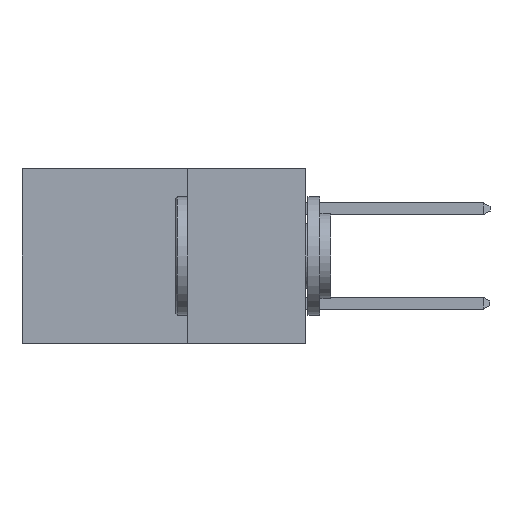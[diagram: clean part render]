
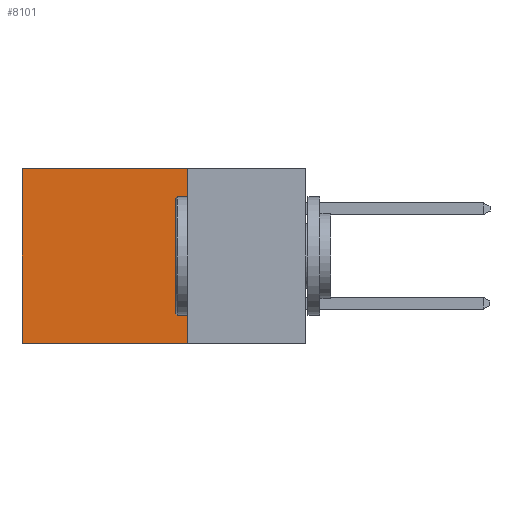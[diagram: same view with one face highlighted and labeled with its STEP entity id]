
A CAD part, left-side view. The second image highlights one B-rep face of the part: STEP entity #8101.
In plain terms, the highlighted planar face has unit normal (-1, 0, 0).
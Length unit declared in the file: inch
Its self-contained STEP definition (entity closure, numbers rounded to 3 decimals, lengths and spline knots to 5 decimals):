
#384 = CARTESIAN_POINT ( 'NONE',  ( 0.298, 0.25, -0.37 ) ) ;
#522 = CARTESIAN_POINT ( 'NONE',  ( 0.298, 0.25, -0.37 ) ) ;
#666 = CARTESIAN_POINT ( 'NONE',  ( 0.298, 0.6, 0. ) ) ;
#753 = VECTOR ( 'NONE', #2355, 39.37008 ) ;
#1023 = LINE ( 'NONE', #8470, #753 ) ;
#1326 = VERTEX_POINT ( 'NONE', #10035 ) ;
#1442 = PLANE ( 'NONE',  #9511 ) ;
#1647 = CARTESIAN_POINT ( 'NONE',  ( 0.298, 0.6, 0. ) ) ;
#1701 = VECTOR ( 'NONE', #3337, 39.37008 ) ;
#2075 = ORIENTED_EDGE ( 'NONE', *, *, #5257, .T. ) ;
#2355 = DIRECTION ( 'NONE',  ( 0., 0., -1. ) ) ;
#2710 = CARTESIAN_POINT ( 'NONE',  ( 0.298, 0.25, 0. ) ) ;
#2947 = CARTESIAN_POINT ( 'NONE',  ( 0.298, 0.25, 0. ) ) ;
#3328 = LINE ( 'NONE', #384, #7494 ) ;
#3337 = DIRECTION ( 'NONE',  ( 0., 0., -1. ) ) ;
#3974 = EDGE_CURVE ( 'NONE', #6297, #8517, #1023, .T. ) ;
#4792 = ORIENTED_EDGE ( 'NONE', *, *, #3974, .F. ) ;
#4812 = VERTEX_POINT ( 'NONE', #1647 ) ;
#5257 = EDGE_CURVE ( 'NONE', #6297, #4812, #9083, .T. ) ;
#5819 = CARTESIAN_POINT ( 'NONE',  ( 0.298, 0.25, 0. ) ) ;
#6217 = FACE_OUTER_BOUND ( 'NONE', #10283, .T. ) ;
#6297 = VERTEX_POINT ( 'NONE', #5819 ) ;
#6471 = LINE ( 'NONE', #666, #1701 ) ;
#6608 = EDGE_CURVE ( 'NONE', #8517, #1326, #3328, .T. ) ;
#7286 = VECTOR ( 'NONE', #8734, 39.37008 ) ;
#7494 = VECTOR ( 'NONE', #9597, 39.37008 ) ;
#7684 = ORIENTED_EDGE ( 'NONE', *, *, #6608, .F. ) ;
#8101 = ADVANCED_FACE ( 'NONE', ( #6217 ), #1442, .F. ) ;
#8470 = CARTESIAN_POINT ( 'NONE',  ( 0.298, 0.25, 0. ) ) ;
#8517 = VERTEX_POINT ( 'NONE', #522 ) ;
#8714 = ORIENTED_EDGE ( 'NONE', *, *, #9178, .T. ) ;
#8734 = DIRECTION ( 'NONE',  ( 0., 1., 0. ) ) ;
#9083 = LINE ( 'NONE', #2710, #7286 ) ;
#9178 = EDGE_CURVE ( 'NONE', #4812, #1326, #6471, .T. ) ;
#9511 = AXIS2_PLACEMENT_3D ( 'NONE', #2947, #10291, #10127 ) ;
#9597 = DIRECTION ( 'NONE',  ( 0., 1., 0. ) ) ;
#10035 = CARTESIAN_POINT ( 'NONE',  ( 0.298, 0.6, -0.37 ) ) ;
#10127 = DIRECTION ( 'NONE',  ( 0., 0., -1. ) ) ;
#10283 = EDGE_LOOP ( 'NONE', ( #8714, #7684, #4792, #2075 ) ) ;
#10291 = DIRECTION ( 'NONE',  ( 1., 0., 0. ) ) ;
